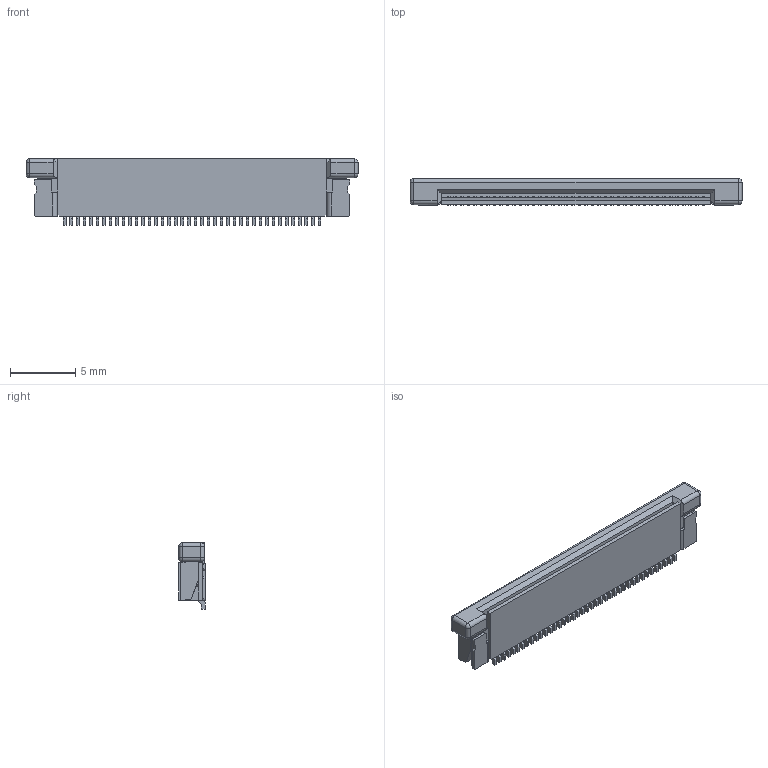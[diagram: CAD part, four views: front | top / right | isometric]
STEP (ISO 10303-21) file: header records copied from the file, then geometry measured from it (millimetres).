
FILE_DESCRIPTION(/* description */ (''),/* implementation_level */ '2;1');
FILE_NAME(/* name */ 'c-4-1734592-0-c-3d.step',/* time_stamp */ '2021-01-01T02:57:22+01:00',/* author */ (''),/* organization */ (''),/* preprocessor_version */ 'ST-DEVELOPER v18.1',/* originating_system */ 'Autodesk Translation Framework v9.7.1.1290',/* authorisation */ '');
FILE_SCHEMA (('AUTOMOTIVE_DESIGN { 1 0 10303 214 3 1 1 }'));
Length unit declared in the file: millimetre
Products named in the file (1): (Unsaved)
Bounding box: 25.43 x 2.05 x 5.11 mm (x, y, z)
Volume: 183.1 mm3; surface area: 560.7 mm2
Topology: 1 solids, 1 shells, 644 faces, 1784 edges, 1172 vertices
Faces by surface type: plane 566, cylinder 70, sphere 8
Entity records: 20707 total; most frequent: CARTESIAN_POINT 3601, ORIENTED_EDGE 3568, DIRECTION 3220, EDGE_CURVE 1784, LINE 1638, VECTOR 1638, VERTEX_POINT 1172, AXIS2_PLACEMENT_3D 791
